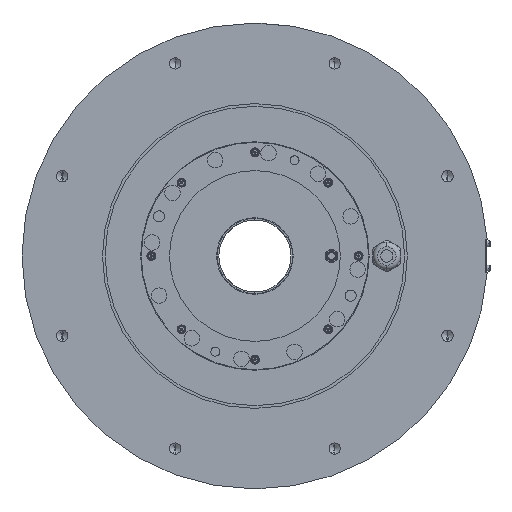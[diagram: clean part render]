
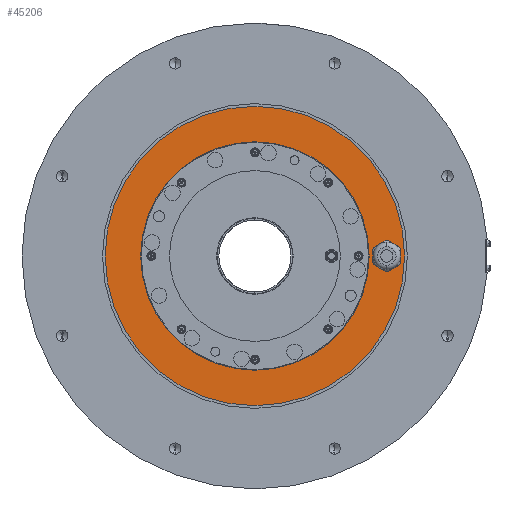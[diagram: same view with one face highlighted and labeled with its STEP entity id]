
A CAD part, front view. The second image highlights one B-rep face of the part: STEP entity #45206.
In plain terms, the highlighted planar face has unit normal (0, -1, 0).
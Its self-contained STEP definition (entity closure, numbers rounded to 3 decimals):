
#744 = CIRCLE ( 'NONE', #782, 9.25 ) ;
#759 = AXIS2_PLACEMENT_3D ( 'NONE', #821, #820, #819 ) ;
#766 = PLANE ( 'NONE',  #759 ) ;
#782 = AXIS2_PLACEMENT_3D ( 'NONE', #813, #812, #811 ) ;
#784 = FACE_BOUND ( 'NONE', #45235, .T. ) ;
#788 = FACE_BOUND ( 'NONE', #45202, .T. ) ;
#790 = FACE_OUTER_BOUND ( 'NONE', #45211, .T. ) ;
#811 = DIRECTION ( 'NONE',  ( 0., 0., -1. ) ) ;
#812 = DIRECTION ( 'NONE',  ( 0., -1., 0. ) ) ;
#813 = CARTESIAN_POINT ( 'NONE',  ( 119., -4., 0. ) ) ;
#819 = DIRECTION ( 'NONE',  ( 0., 0., -1. ) ) ;
#820 = DIRECTION ( 'NONE',  ( 0., -1., 0. ) ) ;
#821 = CARTESIAN_POINT ( 'NONE',  ( 0., -4., 0. ) ) ;
#1017 = DIRECTION ( 'NONE',  ( 0., 0., -1. ) ) ;
#1018 = DIRECTION ( 'NONE',  ( 0., -1., 0. ) ) ;
#1019 = CARTESIAN_POINT ( 'NONE',  ( 0., -4., 0. ) ) ;
#1020 = AXIS2_PLACEMENT_3D ( 'NONE', #1019, #1018, #1017 ) ;
#1021 = CIRCLE ( 'NONE', #1020, 135. ) ;
#1024 = DIRECTION ( 'NONE',  ( 0., 0., -1. ) ) ;
#1027 = DIRECTION ( 'NONE',  ( 0., -1., 0. ) ) ;
#1028 = AXIS2_PLACEMENT_3D ( 'NONE', #1035, #1027, #1024 ) ;
#1035 = CARTESIAN_POINT ( 'NONE',  ( 0., -4., 0. ) ) ;
#1036 = CIRCLE ( 'NONE', #1028, 103. ) ;
#39423 = CARTESIAN_POINT ( 'NONE',  ( 0., -4., -103. ) ) ;
#39671 = DIRECTION ( 'NONE',  ( 0., 0., -1. ) ) ;
#39674 = DIRECTION ( 'NONE',  ( 0., -1., 0. ) ) ;
#39678 = CARTESIAN_POINT ( 'NONE',  ( 119., -4., 9.25 ) ) ;
#39691 = CIRCLE ( 'NONE', #39699, 9.25 ) ;
#39697 = CARTESIAN_POINT ( 'NONE',  ( 119., -4., -9.25 ) ) ;
#39699 = AXIS2_PLACEMENT_3D ( 'NONE', #39709, #39674, #39671 ) ;
#39709 = CARTESIAN_POINT ( 'NONE',  ( 119., -4., 0. ) ) ;
#39755 = AXIS2_PLACEMENT_3D ( 'NONE', #39813, #39794, #39793 ) ;
#39765 = CIRCLE ( 'NONE', #39755, 135. ) ;
#39766 = CIRCLE ( 'NONE', #39775, 103. ) ;
#39775 = AXIS2_PLACEMENT_3D ( 'NONE', #39814, #39807, #39884 ) ;
#39785 = CARTESIAN_POINT ( 'NONE',  ( 0., -4., 103. ) ) ;
#39793 = DIRECTION ( 'NONE',  ( 0., 0., -1. ) ) ;
#39794 = DIRECTION ( 'NONE',  ( 0., -1., 0. ) ) ;
#39807 = DIRECTION ( 'NONE',  ( 0., -1., 0. ) ) ;
#39813 = CARTESIAN_POINT ( 'NONE',  ( 0., -4., 0. ) ) ;
#39814 = CARTESIAN_POINT ( 'NONE',  ( 0., -4., 0. ) ) ;
#39884 = DIRECTION ( 'NONE',  ( 0., 0., -1. ) ) ;
#39948 = CARTESIAN_POINT ( 'NONE',  ( 0., -4., -135. ) ) ;
#40197 = CARTESIAN_POINT ( 'NONE',  ( 0., -4., 135. ) ) ;
#44562 = VERTEX_POINT ( 'NONE', #39423 ) ;
#44587 = VERTEX_POINT ( 'NONE', #39697 ) ;
#44595 = EDGE_CURVE ( 'NONE', #44602, #44587, #39691, .T. ) ;
#44602 = VERTEX_POINT ( 'NONE', #39678 ) ;
#44622 = EDGE_CURVE ( 'NONE', #44645, #44740, #39765, .T. ) ;
#44632 = VERTEX_POINT ( 'NONE', #39785 ) ;
#44635 = EDGE_CURVE ( 'NONE', #44632, #44562, #39766, .T. ) ;
#44645 = VERTEX_POINT ( 'NONE', #39948 ) ;
#44740 = VERTEX_POINT ( 'NONE', #40197 ) ;
#45202 = EDGE_LOOP ( 'NONE', ( #45242, #45292 ) ) ;
#45206 = ADVANCED_FACE ( 'NONE', ( #784, #788, #790 ), #766, .T. ) ;
#45209 = ORIENTED_EDGE ( 'NONE', *, *, #45218, .F. ) ;
#45211 = EDGE_LOOP ( 'NONE', ( #45299, #45297 ) ) ;
#45218 = EDGE_CURVE ( 'NONE', #44587, #44602, #744, .T. ) ;
#45235 = EDGE_LOOP ( 'NONE', ( #45209, #45286 ) ) ;
#45242 = ORIENTED_EDGE ( 'NONE', *, *, #45289, .F. ) ;
#45286 = ORIENTED_EDGE ( 'NONE', *, *, #44595, .F. ) ;
#45289 = EDGE_CURVE ( 'NONE', #44562, #44632, #1036, .T. ) ;
#45292 = ORIENTED_EDGE ( 'NONE', *, *, #44635, .F. ) ;
#45294 = EDGE_CURVE ( 'NONE', #44740, #44645, #1021, .T. ) ;
#45297 = ORIENTED_EDGE ( 'NONE', *, *, #44622, .T. ) ;
#45299 = ORIENTED_EDGE ( 'NONE', *, *, #45294, .T. ) ;
